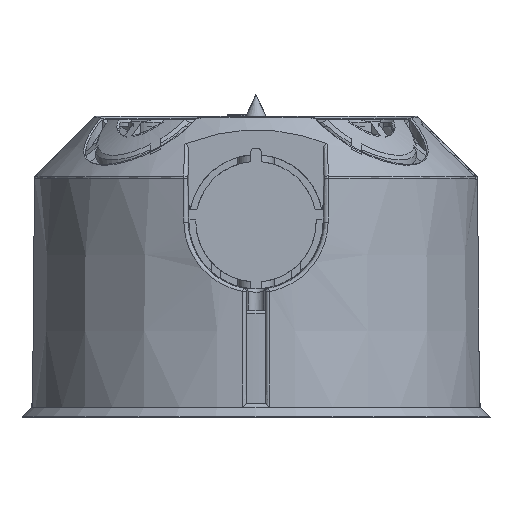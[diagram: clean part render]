
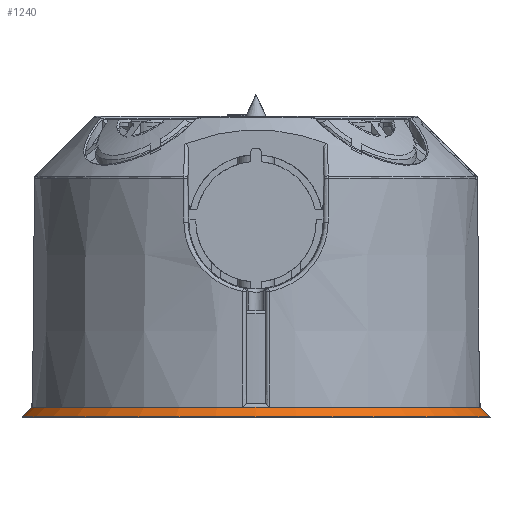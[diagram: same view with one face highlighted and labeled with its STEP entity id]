
A CAD part, front view. The second image highlights one B-rep face of the part: STEP entity #1240.
In plain terms, the highlighted conical face has half-angle 45.5 degrees and reference radius 34.999 mm.
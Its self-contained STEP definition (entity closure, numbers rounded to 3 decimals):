
#1240=ADVANCED_FACE('',(#4311),#4312,.T.);
#4311=FACE_OUTER_BOUND('',#15030,.T.);
#4312=CONICAL_SURFACE('',#15031,34.999,0.794);
#15030=EDGE_LOOP('',(#29049,#29050,#29051,#29052));
#15031=AXIS2_PLACEMENT_3D('',#29053,#29054,#29055);
#29049=ORIENTED_EDGE('',*,*,#38866,.F.);
#29050=ORIENTED_EDGE('',*,*,#38731,.F.);
#29051=ORIENTED_EDGE('',*,*,#37179,.T.);
#29052=ORIENTED_EDGE('',*,*,#38870,.T.);
#29053=CARTESIAN_POINT('',(0.,-142.0,0.1));
#29054=DIRECTION('',(-0.0,0.0,-1.0));
#29055=DIRECTION('',(-1.0,0.0,0.0));
#37179=EDGE_CURVE('',#44805,#44291,#44806,.T.);
#38731=EDGE_CURVE('',#44805,#47192,#47193,.T.);
#38866=EDGE_CURVE('',#47192,#47364,#47365,.T.);
#38870=EDGE_CURVE('',#44291,#47364,#47371,.T.);
#44291=VERTEX_POINT('',#63835);
#44805=VERTEX_POINT('',#65438);
#44806=LINE('',#65439,#65440);
#47192=VERTEX_POINT('',#72571);
#47193=CIRCLE('',#72572,33.575);
#47364=VERTEX_POINT('',#73142);
#47365=LINE('',#73143,#73144);
#47371=CIRCLE('',#73153,34.999);
#63835=CARTESIAN_POINT('',(-34.999,-142.0,0.1));
#65438=CARTESIAN_POINT('',(-33.575,-142.0,1.5));
#65439=CARTESIAN_POINT('',(-34.999,-142.0,0.1));
#65440=VECTOR('',#78136,1.0);
#72571=CARTESIAN_POINT('',(33.575,-142.0,1.5));
#72572=AXIS2_PLACEMENT_3D('',#79930,#79931,#79932);
#73142=CARTESIAN_POINT('',(34.999,-142.0,0.1));
#73143=CARTESIAN_POINT('',(34.999,-142.0,0.1));
#73144=VECTOR('',#80085,1.0);
#73153=AXIS2_PLACEMENT_3D('',#80092,#80093,#80094);
#78136=DIRECTION('',(-0.713,0.0,-0.701));
#79930=CARTESIAN_POINT('',(0.,-142.0,1.5));
#79931=DIRECTION('',(0.0,0.0,1.0));
#79932=DIRECTION('',(-1.0,0.0,0.0));
#80085=DIRECTION('',(0.713,0.,-0.701));
#80092=CARTESIAN_POINT('',(0.,-142.0,0.1));
#80093=DIRECTION('',(0.,0.,1.0));
#80094=DIRECTION('',(1.0,0.,0.));
